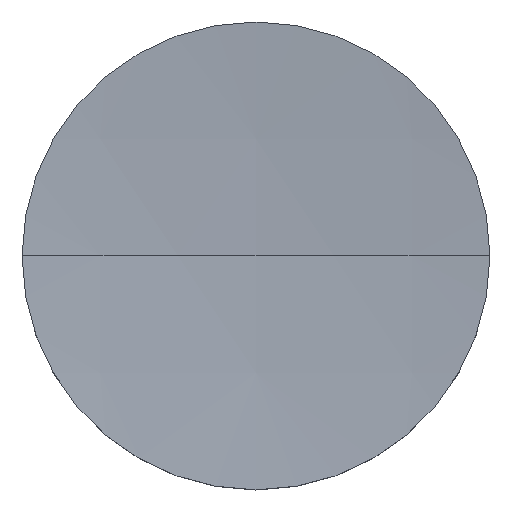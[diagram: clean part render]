
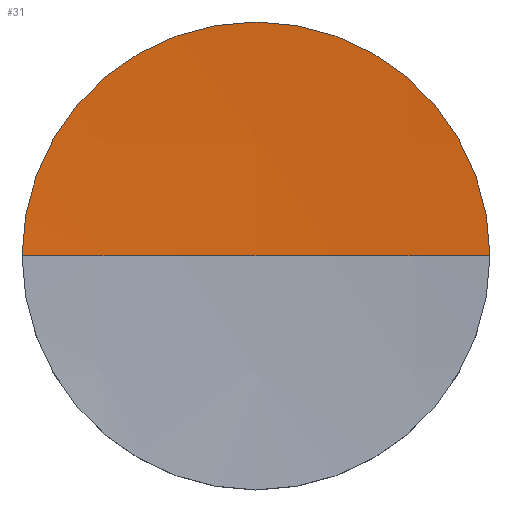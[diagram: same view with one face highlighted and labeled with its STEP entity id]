
A CAD part, top view. The second image highlights one B-rep face of the part: STEP entity #31.
In plain terms, the highlighted spherical face has radius 300 mm.
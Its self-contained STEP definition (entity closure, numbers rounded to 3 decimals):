
#10 = FACE_OUTER_BOUND ( 'NONE', #170, .T. ) ;
#12 = CARTESIAN_POINT ( 'NONE',  ( 0., 0., 308.923 ) ) ;
#13 = DIRECTION ( 'NONE',  ( 0., -1., 0. ) ) ;
#18 = CARTESIAN_POINT ( 'NONE',  ( 0., 0., 10. ) ) ;
#19 = DIRECTION ( 'NONE',  ( 0., 0., 1. ) ) ;
#20 = CIRCLE ( 'NONE', #168, 300. ) ;
#21 = CARTESIAN_POINT ( 'NONE',  ( 25.4, 0., 10. ) ) ;
#26 = AXIS2_PLACEMENT_3D ( 'NONE', #18, #163, #83 ) ;
#31 = ADVANCED_FACE ( 'NONE', ( #10 ), #104, .F. ) ;
#35 = DIRECTION ( 'NONE',  ( 1., 0., 0. ) ) ;
#38 = DIRECTION ( 'NONE',  ( 0., -1., 0. ) ) ;
#59 = CARTESIAN_POINT ( 'NONE',  ( 0., 0., 308.923 ) ) ;
#62 = EDGE_CURVE ( 'NONE', #142, #100, #182, .T. ) ;
#64 = DIRECTION ( 'NONE',  ( 1., 0., 0. ) ) ;
#65 = CARTESIAN_POINT ( 'NONE',  ( -25.4, 0., 10. ) ) ;
#68 = ORIENTED_EDGE ( 'NONE', *, *, #87, .T. ) ;
#83 = DIRECTION ( 'NONE',  ( 1., 0., 0. ) ) ;
#87 = EDGE_CURVE ( 'NONE', #142, #130, #192, .T. ) ;
#100 = VERTEX_POINT ( 'NONE', #21 ) ;
#104 = SPHERICAL_SURFACE ( 'NONE', #158, 300. ) ;
#130 = VERTEX_POINT ( 'NONE', #197 ) ;
#137 = AXIS2_PLACEMENT_3D ( 'NONE', #12, #13, #64 ) ;
#142 = VERTEX_POINT ( 'NONE', #65 ) ;
#158 = AXIS2_PLACEMENT_3D ( 'NONE', #59, #38, #35 ) ;
#163 = DIRECTION ( 'NONE',  ( 0., 0., -1. ) ) ;
#168 = AXIS2_PLACEMENT_3D ( 'NONE', #194, #178, #19 ) ;
#170 = EDGE_LOOP ( 'NONE', ( #188, #68, #185 ) ) ;
#178 = DIRECTION ( 'NONE',  ( 0., 1., 0. ) ) ;
#182 = CIRCLE ( 'NONE', #26, 25.4 ) ;
#185 = ORIENTED_EDGE ( 'NONE', *, *, #193, .F. ) ;
#188 = ORIENTED_EDGE ( 'NONE', *, *, #62, .F. ) ;
#192 = CIRCLE ( 'NONE', #137, 300. ) ;
#193 = EDGE_CURVE ( 'NONE', #100, #130, #20, .T. ) ;
#194 = CARTESIAN_POINT ( 'NONE',  ( 0., 0., 308.923 ) ) ;
#197 = CARTESIAN_POINT ( 'NONE',  ( 0., 0., 8.923 ) ) ;
